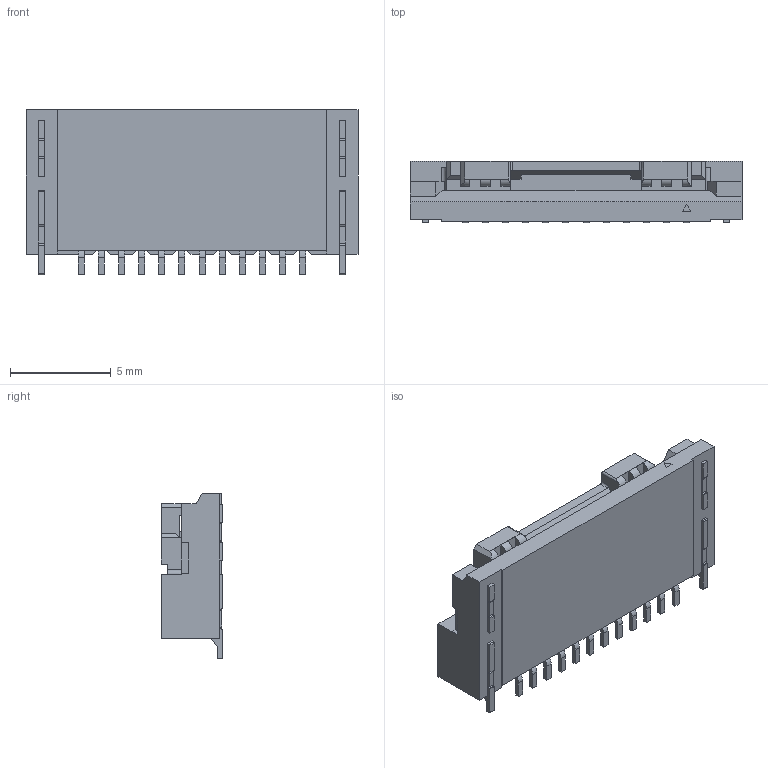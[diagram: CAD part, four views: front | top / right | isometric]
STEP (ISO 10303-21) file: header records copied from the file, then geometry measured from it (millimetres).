
FILE_DESCRIPTION (( 'STEP AP203' ), '1' );
FILE_NAME ('Customer-BB960A02(86-01850).STEP', '2020-04-30T22:10:03', ( '' ), ( '' ), 'SwSTEP 2.0', 'SolidWorks 2018', '' );
FILE_SCHEMA (( 'CONFIG_CONTROL_DESIGN' ));
Length unit declared in the file: millimetre
Products named in the file (1): Customer-BB960A02(86-01850)
Bounding box: 16.5 x 3.05 x 8.21 mm (x, y, z)
Volume: 297.7 mm3; surface area: 438.1 mm2
Topology: 1 solids, 1 shells, 348 faces, 909 edges, 580 vertices
Faces by surface type: plane 276, cylinder 72
Entity records: 10582 total; most frequent: CARTESIAN_POINT 1860, ORIENTED_EDGE 1818, DIRECTION 1751, EDGE_CURVE 909, LINE 753, VECTOR 753, VERTEX_POINT 580, AXIS2_PLACEMENT_3D 499
